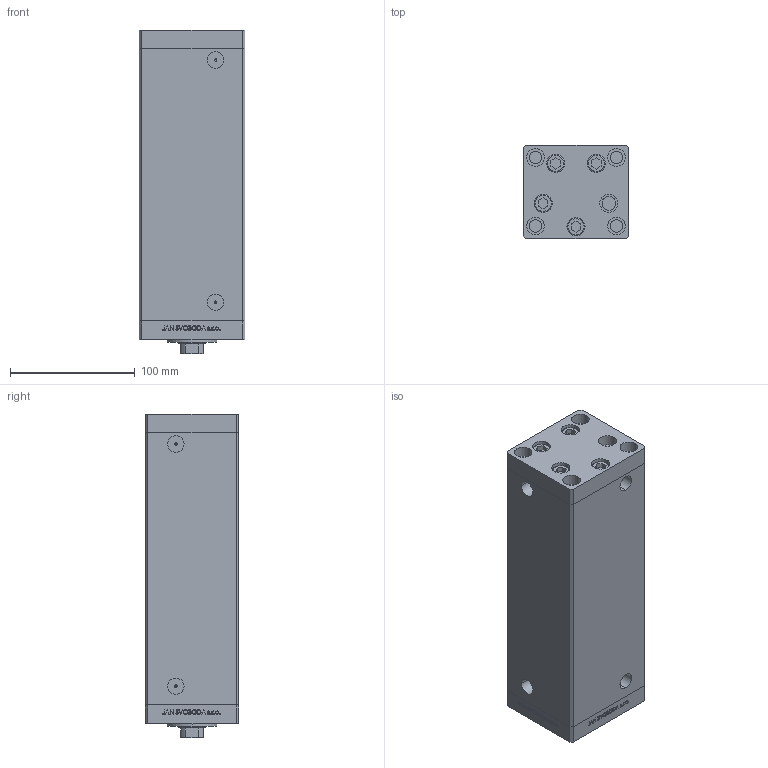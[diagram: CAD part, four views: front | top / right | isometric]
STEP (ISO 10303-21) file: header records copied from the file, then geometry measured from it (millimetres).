
FILE_DESCRIPTION (( 'STEP AP203' ), '1' );
FILE_NAME ('4aa9.STEP', '2024-01-08T18:32:53', ( '' ), ( '' ), 'SwSTEP 2.0', 'SolidWorks 2019', '' );
FILE_SCHEMA (( 'CONFIG_CONTROL_DESIGN' ));
Length unit declared in the file: millimetre
Products named in the file (6): V220C FRONT b5d8747759153358cdf6d6aae8f8ac1a; ALLEN BOLT b5d8747759153358cdf6d6aae8f8ac1a; V220C BACK_C b5d8747759153358cdf6d6aae8f8ac1a; V220C_VC_C b5d8747759153358cdf6d6aae8f8ac1a; V220C_C MIDDLE b5d8747759153358cdf6d6aae8f8ac1a; 4aa9
Assembly tree (13 placements, depth 2):
  4aa9
    ALLEN BOLT b5d8747759153358cdf6d6aae8f8ac1a  x9
    V220C_C MIDDLE b5d8747759153358cdf6d6aae8f8ac1a
    V220C FRONT b5d8747759153358cdf6d6aae8f8ac1a
    V220C_VC_C b5d8747759153358cdf6d6aae8f8ac1a
    V220C BACK_C b5d8747759153358cdf6d6aae8f8ac1a
Bounding box: 85 x 75 x 260 mm (x, y, z)
Volume: 1306649.1 mm3; surface area: 222084.4 mm2
Topology: 13 solids, 13 shells, 1185 faces, 2929 edges, 1923 vertices
Faces by surface type: plane 548, bspline 380, cylinder 175, cone 42, torus 40
Entity records: 49743 total; most frequent: CARTESIAN_POINT 26737, ORIENTED_EDGE 5118, DIRECTION 3383, EDGE_CURVE 2559, VERTEX_POINT 1699, LINE 1477, VECTOR 1477, EDGE_LOOP 1196
